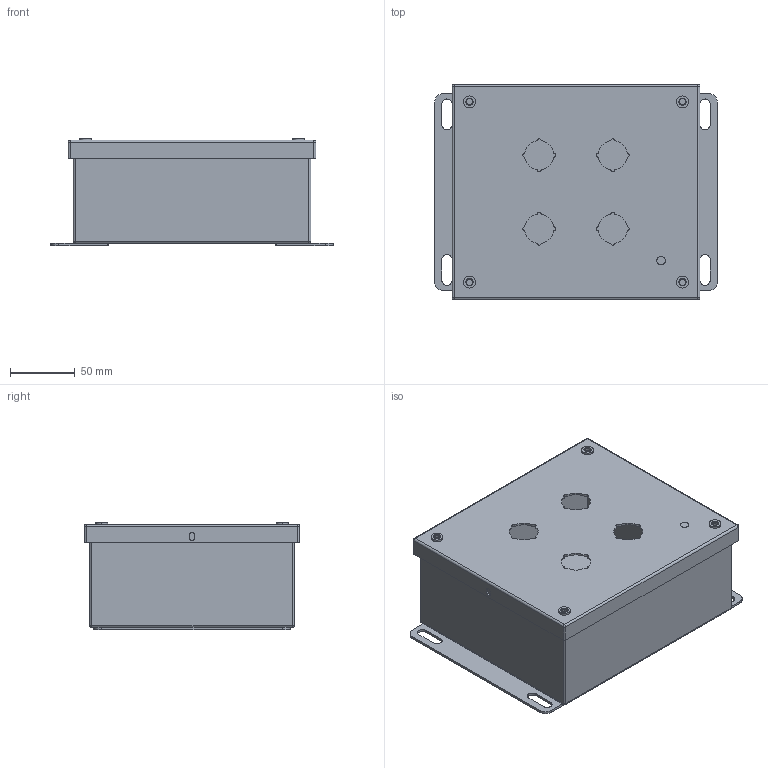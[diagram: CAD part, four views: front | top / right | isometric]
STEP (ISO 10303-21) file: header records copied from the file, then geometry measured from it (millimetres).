
FILE_DESCRIPTION (( 'STEP AP214' ), '1' );
FILE_NAME ('SCE-4SPBSSI.STEP', '2023-08-10T09:15:16', ( '' ), ( '' ), 'SwSTEP 2.0', 'SolidWorks 2021', '' );
FILE_SCHEMA (( 'AUTOMOTIVE_DESIGN' ));
Length unit declared in the file: inch
Products named in the file (1): SCE-4SPBSSI
Bounding box: 219.07 x 166.69 x 83.45 mm (x, y, z)
Volume: 224585.4 mm3; surface area: 276007 mm2
Topology: 3 solids, 3 shells, 484 faces, 1229 edges, 758 vertices
Faces by surface type: cylinder 243, plane 149, torus 56, sphere 24, cone 12
Full cylindrical faces by diameter (mm): 6.756 x4, 8.052 x4
Entity records: 14689 total; most frequent: DIRECTION 2793, CARTESIAN_POINT 2512, ORIENTED_EDGE 2394, EDGE_CURVE 1197, AXIS2_PLACEMENT_3D 1135, VERTEX_POINT 758, CIRCLE 650, EDGE_LOOP 569
